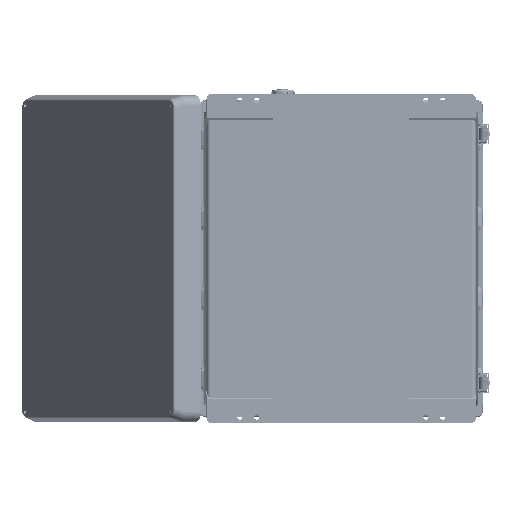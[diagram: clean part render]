
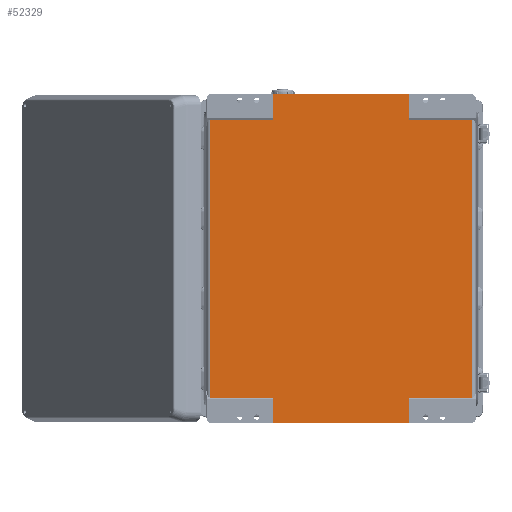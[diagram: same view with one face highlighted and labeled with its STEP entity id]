
A CAD part, front view. The second image highlights one B-rep face of the part: STEP entity #52329.
In plain terms, the highlighted planar face has unit normal (0, -1, 0).
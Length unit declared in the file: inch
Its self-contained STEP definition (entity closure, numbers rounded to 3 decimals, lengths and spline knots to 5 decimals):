
#368 = CARTESIAN_POINT ( 'NONE',  ( -7.73754, 0.05906, -17.96858 ) ) ;
#523 = VERTEX_POINT ( 'NONE', #58860 ) ;
#2206 = DIRECTION ( 'NONE',  ( 0., 0., 1. ) ) ;
#2446 = VERTEX_POINT ( 'NONE', #82923 ) ;
#6453 = ORIENTED_EDGE ( 'NONE', *, *, #61050, .T. ) ;
#7366 = EDGE_CURVE ( 'NONE', #50990, #113206, #116330, .T. ) ;
#7445 = VECTOR ( 'NONE', #82386, 39.37008 ) ;
#8442 = VECTOR ( 'NONE', #79240, 39.37008 ) ;
#12593 = CARTESIAN_POINT ( 'NONE',  ( -8.11811, 0.05906, -1.51961 ) ) ;
#13859 = LINE ( 'NONE', #131653, #38360 ) ;
#15284 = LINE ( 'NONE', #12593, #92009 ) ;
#16823 = CARTESIAN_POINT ( 'NONE',  ( -4.03163, 0.05906, 0.85787 ) ) ;
#17039 = DIRECTION ( 'NONE',  ( -1., 0., 0. ) ) ;
#18197 = EDGE_CURVE ( 'NONE', #126347, #113206, #33917, .T. ) ;
#18416 = ORIENTED_EDGE ( 'NONE', *, *, #31211, .F. ) ;
#22248 = EDGE_CURVE ( 'NONE', #44353, #523, #101568, .T. ) ;
#22884 = ORIENTED_EDGE ( 'NONE', *, *, #48577, .F. ) ;
#25929 = CARTESIAN_POINT ( 'NONE',  ( 8.11811, 0.05906, -17.96858 ) ) ;
#30321 = DIRECTION ( 'NONE',  ( 1., 0., 0. ) ) ;
#31211 = EDGE_CURVE ( 'NONE', #523, #50990, #15284, .T. ) ;
#33065 = VERTEX_POINT ( 'NONE', #95786 ) ;
#33917 = LINE ( 'NONE', #106590, #120535 ) ;
#38360 = VECTOR ( 'NONE', #17039, 39.37008 ) ;
#40842 = EDGE_CURVE ( 'NONE', #125365, #33065, #62948, .T. ) ;
#44054 = DIRECTION ( 'NONE',  ( -1., 0., 0. ) ) ;
#44353 = VERTEX_POINT ( 'NONE', #368 ) ;
#45413 = DIRECTION ( 'NONE',  ( 0., 0., 1. ) ) ;
#46004 = VECTOR ( 'NONE', #132567, 39.37008 ) ;
#48577 = EDGE_CURVE ( 'NONE', #33065, #76106, #70334, .T. ) ;
#50990 = VERTEX_POINT ( 'NONE', #52665 ) ;
#51674 = LINE ( 'NONE', #25929, #135140 ) ;
#52329 = ADVANCED_FACE ( 'NONE', ( #97510 ), #86909, .F. ) ;
#52548 = ORIENTED_EDGE ( 'NONE', *, *, #18197, .T. ) ;
#52665 = CARTESIAN_POINT ( 'NONE',  ( -4.03163, 0.05906, -1.51961 ) ) ;
#54190 = CARTESIAN_POINT ( 'NONE',  ( 7.73754, 0.05906, -1.51961 ) ) ;
#57904 = VERTEX_POINT ( 'NONE', #73399 ) ;
#58860 = CARTESIAN_POINT ( 'NONE',  ( -7.73754, 0.05906, -1.51961 ) ) ;
#60433 = EDGE_CURVE ( 'NONE', #2446, #125365, #51674, .T. ) ;
#61050 = EDGE_CURVE ( 'NONE', #120990, #57904, #13859, .T. ) ;
#61714 = EDGE_CURVE ( 'NONE', #57904, #126347, #108619, .T. ) ;
#62948 = LINE ( 'NONE', #103002, #7445 ) ;
#63966 = ORIENTED_EDGE ( 'NONE', *, *, #126353, .T. ) ;
#67051 = VECTOR ( 'NONE', #99233, 39.37008 ) ;
#67542 = ORIENTED_EDGE ( 'NONE', *, *, #60433, .F. ) ;
#70334 = LINE ( 'NONE', #88710, #67051 ) ;
#70958 = CARTESIAN_POINT ( 'NONE',  ( 7.73754, 0.05906, -1.51961 ) ) ;
#71750 = CARTESIAN_POINT ( 'NONE',  ( -8.11811, 0.05906, -17.96858 ) ) ;
#73399 = CARTESIAN_POINT ( 'NONE',  ( 4.03163, 0.05906, -1.51961 ) ) ;
#74158 = CARTESIAN_POINT ( 'NONE',  ( 4.03163, 0.05906, -17.96858 ) ) ;
#74328 = EDGE_LOOP ( 'NONE', ( #104021, #63966, #134146, #22884, #108613, #67542, #132088, #6453, #106685, #52548, #98251, #18416 ) ) ;
#74631 = VECTOR ( 'NONE', #82637, 39.37008 ) ;
#76106 = VERTEX_POINT ( 'NONE', #92813 ) ;
#79240 = DIRECTION ( 'NONE',  ( 0., 0., 1. ) ) ;
#79862 = VECTOR ( 'NONE', #30321, 39.37008 ) ;
#80756 = VECTOR ( 'NONE', #131048, 39.37008 ) ;
#81929 = AXIS2_PLACEMENT_3D ( 'NONE', #97475, #107970, #45413 ) ;
#82386 = DIRECTION ( 'NONE',  ( 0., 0., -1. ) ) ;
#82637 = DIRECTION ( 'NONE',  ( 0., 0., -1. ) ) ;
#82923 = CARTESIAN_POINT ( 'NONE',  ( 7.73754, 0.05906, -17.96858 ) ) ;
#85571 = DIRECTION ( 'NONE',  ( 1., 0., 0. ) ) ;
#86909 = PLANE ( 'NONE',  #81929 ) ;
#88389 = DIRECTION ( 'NONE',  ( -1., 0., 0. ) ) ;
#88710 = CARTESIAN_POINT ( 'NONE',  ( 8.11811, 0.05906, -19.48819 ) ) ;
#92009 = VECTOR ( 'NONE', #85571, 39.37008 ) ;
#92813 = CARTESIAN_POINT ( 'NONE',  ( -4.03163, 0.05906, -19.48819 ) ) ;
#94668 = LINE ( 'NONE', #54190, #115935 ) ;
#95786 = CARTESIAN_POINT ( 'NONE',  ( 4.03163, 0.05906, -19.48819 ) ) ;
#97475 = CARTESIAN_POINT ( 'NONE',  ( 8.11811, 0.05906, -1.51961 ) ) ;
#97510 = FACE_OUTER_BOUND ( 'NONE', #74328, .T. ) ;
#98251 = ORIENTED_EDGE ( 'NONE', *, *, #7366, .F. ) ;
#99233 = DIRECTION ( 'NONE',  ( -1., 0., 0. ) ) ;
#99497 = CARTESIAN_POINT ( 'NONE',  ( 4.03163, 0.05906, 0.85787 ) ) ;
#100819 = EDGE_CURVE ( 'NONE', #2446, #120990, #94668, .T. ) ;
#101568 = LINE ( 'NONE', #122088, #46004 ) ;
#102518 = LINE ( 'NONE', #113293, #74631 ) ;
#103002 = CARTESIAN_POINT ( 'NONE',  ( 4.03163, 0.05906, -20.34606 ) ) ;
#104021 = ORIENTED_EDGE ( 'NONE', *, *, #22248, .F. ) ;
#106590 = CARTESIAN_POINT ( 'NONE',  ( 8.11811, 0.05906, 0. ) ) ;
#106685 = ORIENTED_EDGE ( 'NONE', *, *, #61714, .T. ) ;
#107733 = LINE ( 'NONE', #71750, #79862 ) ;
#107970 = DIRECTION ( 'NONE',  ( 0., 1., 0. ) ) ;
#108613 = ORIENTED_EDGE ( 'NONE', *, *, #40842, .F. ) ;
#108619 = LINE ( 'NONE', #99497, #80756 ) ;
#113206 = VERTEX_POINT ( 'NONE', #126799 ) ;
#113293 = CARTESIAN_POINT ( 'NONE',  ( -4.03163, 0.05906, -20.34606 ) ) ;
#115935 = VECTOR ( 'NONE', #2206, 39.37008 ) ;
#116330 = LINE ( 'NONE', #16823, #8442 ) ;
#120032 = EDGE_CURVE ( 'NONE', #122824, #76106, #102518, .T. ) ;
#120535 = VECTOR ( 'NONE', #44054, 39.37008 ) ;
#120990 = VERTEX_POINT ( 'NONE', #70958 ) ;
#122088 = CARTESIAN_POINT ( 'NONE',  ( -7.73754, 0.05906, -1.51961 ) ) ;
#122824 = VERTEX_POINT ( 'NONE', #134885 ) ;
#125365 = VERTEX_POINT ( 'NONE', #74158 ) ;
#126347 = VERTEX_POINT ( 'NONE', #134447 ) ;
#126353 = EDGE_CURVE ( 'NONE', #44353, #122824, #107733, .T. ) ;
#126799 = CARTESIAN_POINT ( 'NONE',  ( -4.03163, 0.05906, 0. ) ) ;
#131048 = DIRECTION ( 'NONE',  ( 0., 0., 1. ) ) ;
#131653 = CARTESIAN_POINT ( 'NONE',  ( 8.11811, 0.05906, -1.51961 ) ) ;
#132088 = ORIENTED_EDGE ( 'NONE', *, *, #100819, .T. ) ;
#132567 = DIRECTION ( 'NONE',  ( 0., 0., 1. ) ) ;
#134146 = ORIENTED_EDGE ( 'NONE', *, *, #120032, .T. ) ;
#134447 = CARTESIAN_POINT ( 'NONE',  ( 4.03163, 0.05906, 0. ) ) ;
#134885 = CARTESIAN_POINT ( 'NONE',  ( -4.03163, 0.05906, -17.96858 ) ) ;
#135140 = VECTOR ( 'NONE', #88389, 39.37008 ) ;
